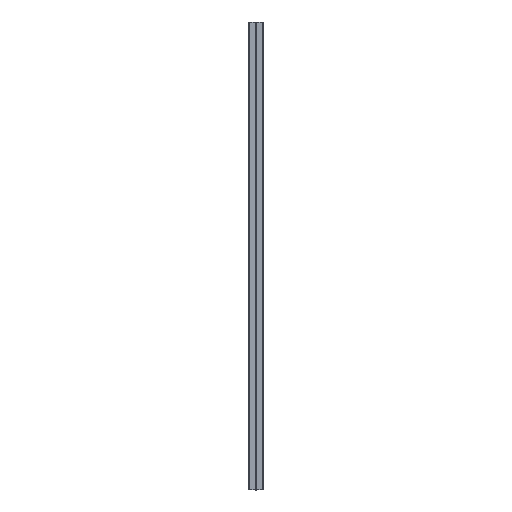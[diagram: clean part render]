
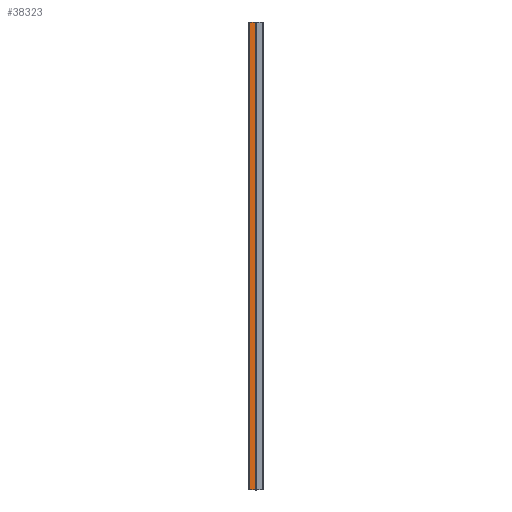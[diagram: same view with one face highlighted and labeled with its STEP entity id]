
A CAD part, left-side view. The second image highlights one B-rep face of the part: STEP entity #38323.
In plain terms, the highlighted planar face has unit normal (-1, 0, 0).
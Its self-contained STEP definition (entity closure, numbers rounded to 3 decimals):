
#82 = CARTESIAN_POINT ( 'NONE',  ( -20.5, 2.25, -700. ) ) ;
#1872 = VECTOR ( 'NONE', #9602, 1000. ) ;
#2327 = CARTESIAN_POINT ( 'NONE',  ( -20.5, 2.25, 0. ) ) ;
#3608 = LINE ( 'NONE', #22343, #28667 ) ;
#9602 = DIRECTION ( 'NONE',  ( 0., 0., 1. ) ) ;
#14996 = DIRECTION ( 'NONE',  ( 0., 0., 1. ) ) ;
#15103 = LINE ( 'NONE', #82, #1872 ) ;
#16035 = EDGE_LOOP ( 'NONE', ( #30228, #17634, #21449, #48591 ) ) ;
#17634 = ORIENTED_EDGE ( 'NONE', *, *, #42193, .F. ) ;
#18563 = VERTEX_POINT ( 'NONE', #33373 ) ;
#21449 = ORIENTED_EDGE ( 'NONE', *, *, #33318, .F. ) ;
#21470 = VECTOR ( 'NONE', #14996, 1000. ) ;
#22343 = CARTESIAN_POINT ( 'NONE',  ( -20.5, 0., 0. ) ) ;
#23533 = VERTEX_POINT ( 'NONE', #48602 ) ;
#25246 = DIRECTION ( 'NONE',  ( 0., 0., -1. ) ) ;
#25365 = CARTESIAN_POINT ( 'NONE',  ( -20.5, 0., -1400. ) ) ;
#25439 = PLANE ( 'NONE',  #46625 ) ;
#25637 = CARTESIAN_POINT ( 'NONE',  ( -20.5, 0., -700. ) ) ;
#28667 = VECTOR ( 'NONE', #52880, 1000. ) ;
#28788 = CARTESIAN_POINT ( 'NONE',  ( -20.5, 18.75, -700. ) ) ;
#30228 = ORIENTED_EDGE ( 'NONE', *, *, #34093, .T. ) ;
#30864 = EDGE_CURVE ( 'NONE', #18563, #46570, #15103, .T. ) ;
#33318 = EDGE_CURVE ( 'NONE', #18563, #23533, #37847, .T. ) ;
#33373 = CARTESIAN_POINT ( 'NONE',  ( -20.5, 2.25, -1400. ) ) ;
#34093 = EDGE_CURVE ( 'NONE', #46570, #43950, #3608, .T. ) ;
#34383 = VECTOR ( 'NONE', #47906, 1000. ) ;
#37847 = LINE ( 'NONE', #25365, #34383 ) ;
#38323 = ADVANCED_FACE ( 'NONE', ( #45489 ), #25439, .F. ) ;
#42193 = EDGE_CURVE ( 'NONE', #23533, #43950, #50010, .T. ) ;
#43136 = DIRECTION ( 'NONE',  ( 1., 0., 0. ) ) ;
#43950 = VERTEX_POINT ( 'NONE', #48635 ) ;
#45489 = FACE_OUTER_BOUND ( 'NONE', #16035, .T. ) ;
#46570 = VERTEX_POINT ( 'NONE', #2327 ) ;
#46625 = AXIS2_PLACEMENT_3D ( 'NONE', #25637, #43136, #25246 ) ;
#47906 = DIRECTION ( 'NONE',  ( 0., 1., 0. ) ) ;
#48591 = ORIENTED_EDGE ( 'NONE', *, *, #30864, .T. ) ;
#48602 = CARTESIAN_POINT ( 'NONE',  ( -20.5, 18.75, -1400. ) ) ;
#48635 = CARTESIAN_POINT ( 'NONE',  ( -20.5, 18.75, 0. ) ) ;
#50010 = LINE ( 'NONE', #28788, #21470 ) ;
#52880 = DIRECTION ( 'NONE',  ( 0., 1., 0. ) ) ;
